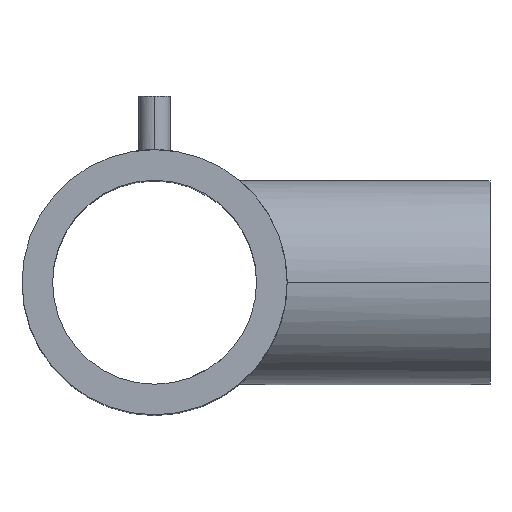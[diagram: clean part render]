
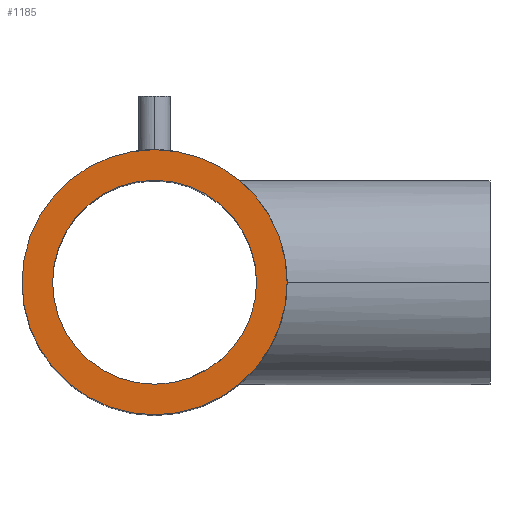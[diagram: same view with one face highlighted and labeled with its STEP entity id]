
A CAD part, top view. The second image highlights one B-rep face of the part: STEP entity #1185.
In plain terms, the highlighted planar face has unit normal (0, 0, 1).
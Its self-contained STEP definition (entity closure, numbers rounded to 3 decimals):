
#8 = PLANE ( 'NONE',  #1081 ) ;
#15 = AXIS2_PLACEMENT_3D ( 'NONE', #946, #831, #818 ) ;
#29 = EDGE_LOOP ( 'NONE', ( #851, #1059 ) ) ;
#61 = EDGE_CURVE ( 'NONE', #728, #227, #627, .T. ) ;
#101 = AXIS2_PLACEMENT_3D ( 'NONE', #1277, #468, #763 ) ;
#110 = FACE_BOUND ( 'NONE', #705, .T. ) ;
#123 = CIRCLE ( 'NONE', #741, 45. ) ;
#146 = CARTESIAN_POINT ( 'NONE',  ( 45., 0., 105. ) ) ;
#206 = CARTESIAN_POINT ( 'NONE',  ( 0., 0., 105. ) ) ;
#226 = AXIS2_PLACEMENT_3D ( 'NONE', #245, #469, #549 ) ;
#227 = VERTEX_POINT ( 'NONE', #146 ) ;
#245 = CARTESIAN_POINT ( 'NONE',  ( 0., 0., 105. ) ) ;
#314 = DIRECTION ( 'NONE',  ( 1., 0., 0. ) ) ;
#443 = CIRCLE ( 'NONE', #15, 58.5 ) ;
#468 = DIRECTION ( 'NONE',  ( 0., 0., 1. ) ) ;
#469 = DIRECTION ( 'NONE',  ( 0., 0., 1. ) ) ;
#542 = VERTEX_POINT ( 'NONE', #930 ) ;
#549 = DIRECTION ( 'NONE',  ( 1., 0., 0. ) ) ;
#627 = CIRCLE ( 'NONE', #226, 45. ) ;
#674 = CIRCLE ( 'NONE', #101, 58.5 ) ;
#698 = ORIENTED_EDGE ( 'NONE', *, *, #714, .F. ) ;
#705 = EDGE_LOOP ( 'NONE', ( #1261, #698 ) ) ;
#714 = EDGE_CURVE ( 'NONE', #227, #728, #123, .T. ) ;
#719 = FACE_OUTER_BOUND ( 'NONE', #29, .T. ) ;
#727 = DIRECTION ( 'NONE',  ( 1., 0., 0. ) ) ;
#728 = VERTEX_POINT ( 'NONE', #1257 ) ;
#741 = AXIS2_PLACEMENT_3D ( 'NONE', #1027, #1230, #314 ) ;
#763 = DIRECTION ( 'NONE',  ( 1., 0., 0. ) ) ;
#818 = DIRECTION ( 'NONE',  ( 1., 0., 0. ) ) ;
#824 = DIRECTION ( 'NONE',  ( 0., 0., 1. ) ) ;
#831 = DIRECTION ( 'NONE',  ( 0., 0., 1. ) ) ;
#851 = ORIENTED_EDGE ( 'NONE', *, *, #1050, .T. ) ;
#890 = CARTESIAN_POINT ( 'NONE',  ( -58.5, 0., 105. ) ) ;
#930 = CARTESIAN_POINT ( 'NONE',  ( 58.5, 0., 105. ) ) ;
#946 = CARTESIAN_POINT ( 'NONE',  ( 0., 0., 105. ) ) ;
#1027 = CARTESIAN_POINT ( 'NONE',  ( 0., 0., 105. ) ) ;
#1050 = EDGE_CURVE ( 'NONE', #1138, #542, #674, .T. ) ;
#1059 = ORIENTED_EDGE ( 'NONE', *, *, #1255, .T. ) ;
#1081 = AXIS2_PLACEMENT_3D ( 'NONE', #206, #824, #727 ) ;
#1138 = VERTEX_POINT ( 'NONE', #890 ) ;
#1185 = ADVANCED_FACE ( 'NONE', ( #719, #110 ), #8, .T. ) ;
#1230 = DIRECTION ( 'NONE',  ( 0., 0., 1. ) ) ;
#1255 = EDGE_CURVE ( 'NONE', #542, #1138, #443, .T. ) ;
#1257 = CARTESIAN_POINT ( 'NONE',  ( -45., 0., 105. ) ) ;
#1261 = ORIENTED_EDGE ( 'NONE', *, *, #61, .F. ) ;
#1277 = CARTESIAN_POINT ( 'NONE',  ( 0., 0., 105. ) ) ;
